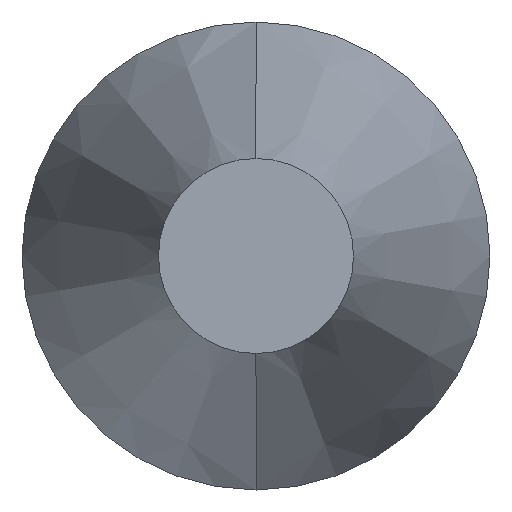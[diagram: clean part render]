
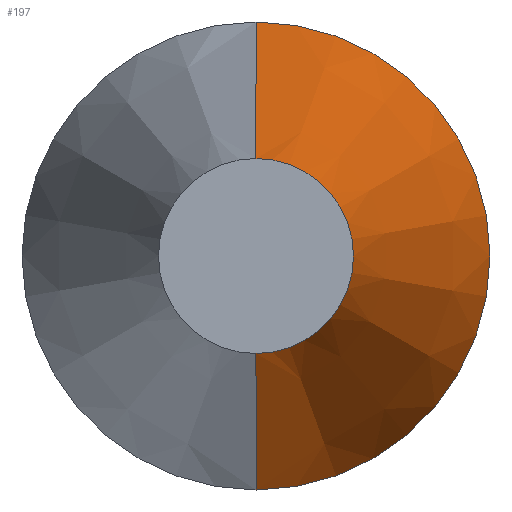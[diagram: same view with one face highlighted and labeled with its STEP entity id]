
A CAD part, front view. The second image highlights one B-rep face of the part: STEP entity #197.
In plain terms, the highlighted conical face has half-angle 15.068 degrees and reference radius 1.25 mm.
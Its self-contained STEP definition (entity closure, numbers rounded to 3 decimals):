
#3 = ORIENTED_EDGE ( 'NONE', *, *, #133, .F. ) ;
#4 = DIRECTION ( 'NONE',  ( 0., 0., 1. ) ) ;
#8 = CIRCLE ( 'NONE', #220, 1.25 ) ;
#17 = DIRECTION ( 'NONE',  ( 0., 1., 0. ) ) ;
#26 = EDGE_CURVE ( 'NONE', #351, #260, #187, .T. ) ;
#58 = DIRECTION ( 'NONE',  ( 0., 1., 0. ) ) ;
#63 = VERTEX_POINT ( 'NONE', #99 ) ;
#68 = ORIENTED_EDGE ( 'NONE', *, *, #234, .T. ) ;
#79 = LINE ( 'NONE', #170, #122 ) ;
#90 = EDGE_CURVE ( 'NONE', #63, #260, #79, .T. ) ;
#99 = CARTESIAN_POINT ( 'NONE',  ( 0., 8., -1.25 ) ) ;
#122 = VECTOR ( 'NONE', #168, 1000. ) ;
#124 = VECTOR ( 'NONE', #222, 1000. ) ;
#133 = EDGE_CURVE ( 'NONE', #305, #351, #255, .T. ) ;
#150 = FACE_OUTER_BOUND ( 'NONE', #189, .T. ) ;
#152 = CARTESIAN_POINT ( 'NONE',  ( 0., 8., 1.25 ) ) ;
#168 = DIRECTION ( 'NONE',  ( 0., 0.966, -0.26 ) ) ;
#170 = CARTESIAN_POINT ( 'NONE',  ( 0., 8., -1.25 ) ) ;
#172 = CARTESIAN_POINT ( 'NONE',  ( 0., 14.5, -3. ) ) ;
#177 = DIRECTION ( 'NONE',  ( 0., 1., 0. ) ) ;
#187 = CIRCLE ( 'NONE', #339, 3. ) ;
#189 = EDGE_LOOP ( 'NONE', ( #68, #236, #324, #3 ) ) ;
#190 = CONICAL_SURFACE ( 'NONE', #298, 1.25, 0.263 ) ;
#197 = ADVANCED_FACE ( 'NONE', ( #150 ), #190, .T. ) ;
#199 = DIRECTION ( 'NONE',  ( 0., 0., 1. ) ) ;
#202 = CARTESIAN_POINT ( 'NONE',  ( 0., 8., 0. ) ) ;
#220 = AXIS2_PLACEMENT_3D ( 'NONE', #202, #58, #199 ) ;
#222 = DIRECTION ( 'NONE',  ( 0., 0.966, 0.26 ) ) ;
#234 = EDGE_CURVE ( 'NONE', #305, #63, #8, .T. ) ;
#236 = ORIENTED_EDGE ( 'NONE', *, *, #90, .T. ) ;
#244 = CARTESIAN_POINT ( 'NONE',  ( 0., 14.5, 3. ) ) ;
#245 = DIRECTION ( 'NONE',  ( 0., 0., 1. ) ) ;
#255 = LINE ( 'NONE', #276, #124 ) ;
#260 = VERTEX_POINT ( 'NONE', #172 ) ;
#261 = CARTESIAN_POINT ( 'NONE',  ( 0., 8., 0. ) ) ;
#276 = CARTESIAN_POINT ( 'NONE',  ( 0., 8., 1.25 ) ) ;
#298 = AXIS2_PLACEMENT_3D ( 'NONE', #261, #177, #4 ) ;
#300 = CARTESIAN_POINT ( 'NONE',  ( 0., 14.5, 0. ) ) ;
#305 = VERTEX_POINT ( 'NONE', #152 ) ;
#324 = ORIENTED_EDGE ( 'NONE', *, *, #26, .F. ) ;
#339 = AXIS2_PLACEMENT_3D ( 'NONE', #300, #17, #245 ) ;
#351 = VERTEX_POINT ( 'NONE', #244 ) ;
